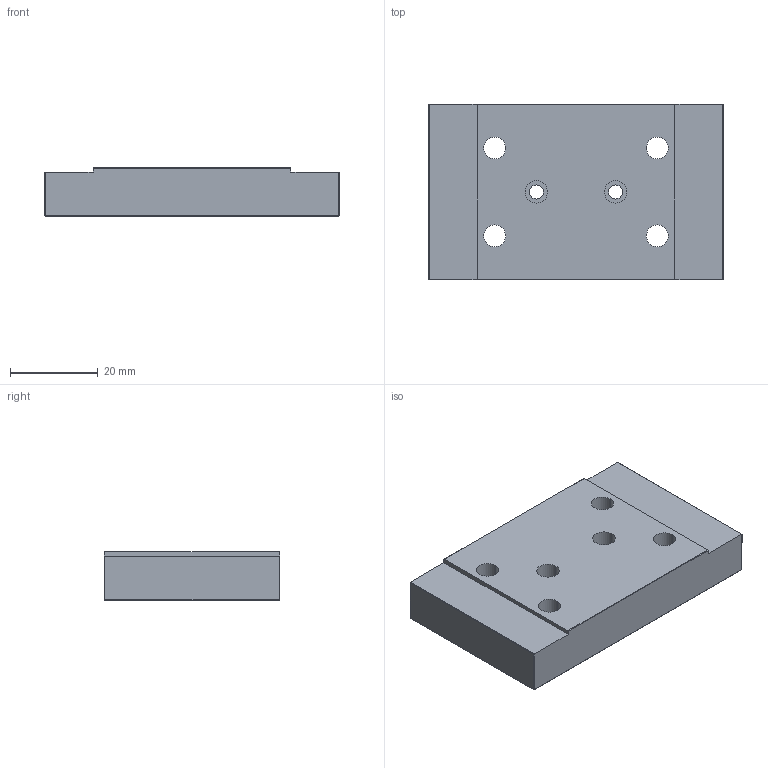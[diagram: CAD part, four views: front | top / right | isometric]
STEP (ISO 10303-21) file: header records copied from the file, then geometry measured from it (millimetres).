
FILE_DESCRIPTION (( 'STEP AP203' ), '1' );
FILE_NAME ('Moteur Support Haut v2.1.STEP', '2019-09-10T08:44:54', ( '' ), ( '' ), 'SwSTEP 2.0', 'SolidWorks 2018', '' );
FILE_SCHEMA (( 'CONFIG_CONTROL_DESIGN' ));
Length unit declared in the file: millimetre
Products named in the file (1): Moteur Support Haut v2.1
Bounding box: 67 x 40 x 11 mm (x, y, z)
Volume: 26724.3 mm3; surface area: 8662.2 mm2
Topology: 1 solids, 1 shells, 62 faces, 140 edges, 88 vertices
Faces by surface type: plane 34, cylinder 28
Entity records: 1833 total; most frequent: DIRECTION 322, CARTESIAN_POINT 291, ORIENTED_EDGE 280, EDGE_CURVE 140, AXIS2_PLACEMENT_3D 119, VERTEX_POINT 88, LINE 84, VECTOR 84
